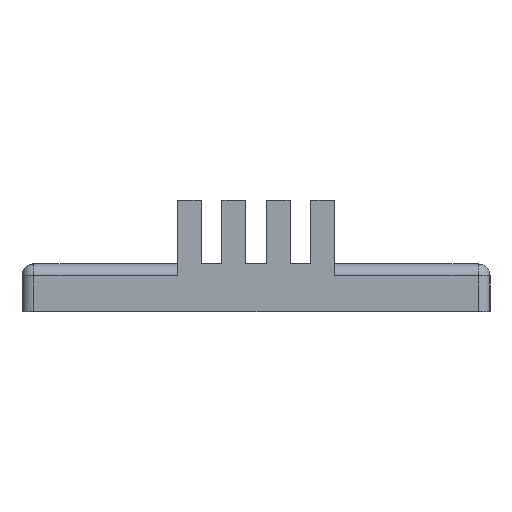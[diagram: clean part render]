
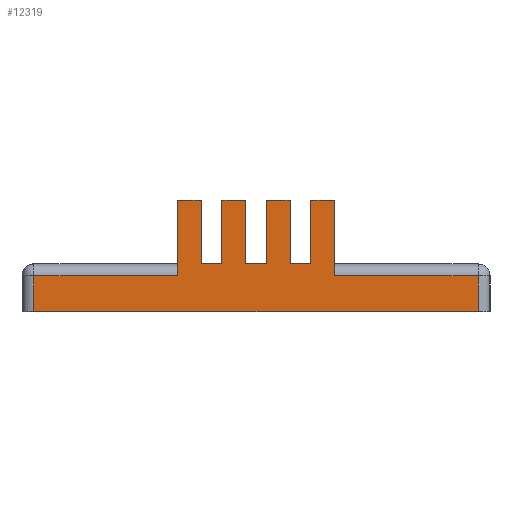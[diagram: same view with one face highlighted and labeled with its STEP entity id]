
A CAD part, left-side view. The second image highlights one B-rep face of the part: STEP entity #12319.
In plain terms, the highlighted planar face has unit normal (-1, 0, 0).
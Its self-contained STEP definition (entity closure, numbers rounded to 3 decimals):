
#1048=PLANE('',#13048);
#1402=LINE('',#15474,#2626);
#1405=LINE('',#15481,#2629);
#1432=LINE('',#15555,#2656);
#1435=LINE('',#15563,#2659);
#1438=LINE('',#15568,#2662);
#1439=LINE('',#15570,#2663);
#1440=LINE('',#15572,#2664);
#1441=LINE('',#15574,#2665);
#1442=LINE('',#15576,#2666);
#1443=LINE('',#15578,#2667);
#1444=LINE('',#15580,#2668);
#1445=LINE('',#15582,#2669);
#1446=LINE('',#15584,#2670);
#1447=LINE('',#15586,#2671);
#1448=LINE('',#15588,#2672);
#1449=LINE('',#15590,#2673);
#1450=LINE('',#15592,#2674);
#1451=LINE('',#15594,#2675);
#1452=LINE('',#15596,#2676);
#1453=LINE('',#15597,#2677);
#2626=VECTOR('',#13443,10.);
#2629=VECTOR('',#13450,10.);
#2656=VECTOR('',#13515,10.);
#2659=VECTOR('',#13524,10.);
#2662=VECTOR('',#13531,10.);
#2663=VECTOR('',#13532,10.);
#2664=VECTOR('',#13533,10.);
#2665=VECTOR('',#13534,10.);
#2666=VECTOR('',#13535,10.);
#2667=VECTOR('',#13536,10.);
#2668=VECTOR('',#13537,10.);
#2669=VECTOR('',#13538,10.);
#2670=VECTOR('',#13539,10.);
#2671=VECTOR('',#13540,10.);
#2672=VECTOR('',#13541,10.);
#2673=VECTOR('',#13542,10.);
#2674=VECTOR('',#13543,10.);
#2675=VECTOR('',#13544,10.);
#2676=VECTOR('',#13545,10.);
#2677=VECTOR('',#13546,10.);
#3880=FACE_OUTER_BOUND('',#4575,.T.);
#4575=EDGE_LOOP('',(#8586,#8587,#8588,#8589,#8590,#8591,#8592,#8593,#8594,
#8595,#8596,#8597,#8598,#8599,#8600,#8601,#8602,#8603,#8604,#8605));
#5357=VERTEX_POINT('',#15467);
#5359=VERTEX_POINT('',#15472);
#5360=VERTEX_POINT('',#15477);
#5385=VERTEX_POINT('',#15544);
#5388=VERTEX_POINT('',#15551);
#5391=VERTEX_POINT('',#15561);
#5392=VERTEX_POINT('',#15569);
#5393=VERTEX_POINT('',#15571);
#5394=VERTEX_POINT('',#15573);
#5395=VERTEX_POINT('',#15575);
#5396=VERTEX_POINT('',#15577);
#5397=VERTEX_POINT('',#15579);
#5398=VERTEX_POINT('',#15581);
#5399=VERTEX_POINT('',#15583);
#5400=VERTEX_POINT('',#15585);
#5401=VERTEX_POINT('',#15587);
#5402=VERTEX_POINT('',#15589);
#5403=VERTEX_POINT('',#15591);
#5404=VERTEX_POINT('',#15593);
#5405=VERTEX_POINT('',#15595);
#6620=EDGE_CURVE('',#5359,#5357,#1402,.T.);
#6624=EDGE_CURVE('',#5357,#5360,#1405,.T.);
#6661=EDGE_CURVE('',#5385,#5388,#1432,.T.);
#6665=EDGE_CURVE('',#5391,#5385,#1435,.T.);
#6668=EDGE_CURVE('',#5388,#5359,#1438,.T.);
#6669=EDGE_CURVE('',#5391,#5392,#1439,.T.);
#6670=EDGE_CURVE('',#5393,#5392,#1440,.T.);
#6671=EDGE_CURVE('',#5394,#5393,#1441,.T.);
#6672=EDGE_CURVE('',#5395,#5394,#1442,.T.);
#6673=EDGE_CURVE('',#5395,#5396,#1443,.T.);
#6674=EDGE_CURVE('',#5397,#5396,#1444,.T.);
#6675=EDGE_CURVE('',#5398,#5397,#1445,.T.);
#6676=EDGE_CURVE('',#5399,#5398,#1446,.T.);
#6677=EDGE_CURVE('',#5399,#5400,#1447,.T.);
#6678=EDGE_CURVE('',#5401,#5400,#1448,.T.);
#6679=EDGE_CURVE('',#5402,#5401,#1449,.T.);
#6680=EDGE_CURVE('',#5403,#5402,#1450,.T.);
#6681=EDGE_CURVE('',#5403,#5404,#1451,.T.);
#6682=EDGE_CURVE('',#5405,#5404,#1452,.T.);
#6683=EDGE_CURVE('',#5360,#5405,#1453,.T.);
#8586=ORIENTED_EDGE('',*,*,#6620,.F.);
#8587=ORIENTED_EDGE('',*,*,#6668,.F.);
#8588=ORIENTED_EDGE('',*,*,#6661,.F.);
#8589=ORIENTED_EDGE('',*,*,#6665,.F.);
#8590=ORIENTED_EDGE('',*,*,#6669,.T.);
#8591=ORIENTED_EDGE('',*,*,#6670,.F.);
#8592=ORIENTED_EDGE('',*,*,#6671,.F.);
#8593=ORIENTED_EDGE('',*,*,#6672,.F.);
#8594=ORIENTED_EDGE('',*,*,#6673,.T.);
#8595=ORIENTED_EDGE('',*,*,#6674,.F.);
#8596=ORIENTED_EDGE('',*,*,#6675,.F.);
#8597=ORIENTED_EDGE('',*,*,#6676,.F.);
#8598=ORIENTED_EDGE('',*,*,#6677,.T.);
#8599=ORIENTED_EDGE('',*,*,#6678,.F.);
#8600=ORIENTED_EDGE('',*,*,#6679,.F.);
#8601=ORIENTED_EDGE('',*,*,#6680,.F.);
#8602=ORIENTED_EDGE('',*,*,#6681,.T.);
#8603=ORIENTED_EDGE('',*,*,#6682,.F.);
#8604=ORIENTED_EDGE('',*,*,#6683,.F.);
#8605=ORIENTED_EDGE('',*,*,#6624,.F.);
#12319=ADVANCED_FACE('',(#3880),#1048,.T.);
#13048=AXIS2_PLACEMENT_3D('',#15567,#13529,#13530);
#13443=DIRECTION('',(0.,0.,1.));
#13450=DIRECTION('',(0.,-1.,0.));
#13515=DIRECTION('',(0.,0.,-1.));
#13524=DIRECTION('',(0.,-1.,0.));
#13529=DIRECTION('center_axis',(-1.,0.,0.));
#13530=DIRECTION('ref_axis',(0.,-1.,0.));
#13531=DIRECTION('',(0.,1.,0.));
#13532=DIRECTION('',(0.,0.,1.));
#13533=DIRECTION('',(0.,-1.,0.));
#13534=DIRECTION('',(0.,0.,1.));
#13535=DIRECTION('',(0.,-1.,0.));
#13536=DIRECTION('',(0.,0.,1.));
#13537=DIRECTION('',(0.,-1.,0.));
#13538=DIRECTION('',(0.,0.,1.));
#13539=DIRECTION('',(0.,-1.,0.));
#13540=DIRECTION('',(0.,0.,1.));
#13541=DIRECTION('',(0.,-1.,0.));
#13542=DIRECTION('',(0.,0.,1.));
#13543=DIRECTION('',(0.,-1.,0.));
#13544=DIRECTION('',(0.,0.,1.));
#13545=DIRECTION('',(0.,-1.,0.));
#13546=DIRECTION('',(0.,0.,1.));
#15467=CARTESIAN_POINT('',(-76.25,28.75,2.25));
#15472=CARTESIAN_POINT('',(-76.25,28.75,0.));
#15474=CARTESIAN_POINT('',(-76.25,28.75,0.));
#15477=CARTESIAN_POINT('',(-76.25,19.7,2.25));
#15481=CARTESIAN_POINT('',(-76.25,22.125,2.25));
#15544=CARTESIAN_POINT('',(-76.25,0.75,2.25));
#15551=CARTESIAN_POINT('',(-76.25,0.75,0.));
#15555=CARTESIAN_POINT('',(-76.25,0.75,0.));
#15561=CARTESIAN_POINT('',(-76.25,9.8,2.25));
#15563=CARTESIAN_POINT('',(-76.25,22.125,2.25));
#15567=CARTESIAN_POINT('Origin',(-76.25,29.5,0.));
#15568=CARTESIAN_POINT('',(-76.25,0.,0.));
#15569=CARTESIAN_POINT('',(-76.25,9.8,7.));
#15570=CARTESIAN_POINT('',(-76.25,9.8,3.));
#15571=CARTESIAN_POINT('',(-76.25,11.3,7.));
#15572=CARTESIAN_POINT('',(-76.25,29.5,7.));
#15573=CARTESIAN_POINT('',(-76.25,11.3,3.));
#15574=CARTESIAN_POINT('',(-76.25,11.3,3.));
#15575=CARTESIAN_POINT('',(-76.25,12.6,3.));
#15576=CARTESIAN_POINT('',(-76.25,0.,3.));
#15577=CARTESIAN_POINT('',(-76.25,12.6,7.));
#15578=CARTESIAN_POINT('',(-76.25,12.6,3.));
#15579=CARTESIAN_POINT('',(-76.25,14.1,7.));
#15580=CARTESIAN_POINT('',(-76.25,29.5,7.));
#15581=CARTESIAN_POINT('',(-76.25,14.1,3.));
#15582=CARTESIAN_POINT('',(-76.25,14.1,3.));
#15583=CARTESIAN_POINT('',(-76.25,15.4,3.));
#15584=CARTESIAN_POINT('',(-76.25,0.,3.));
#15585=CARTESIAN_POINT('',(-76.25,15.4,7.));
#15586=CARTESIAN_POINT('',(-76.25,15.4,3.));
#15587=CARTESIAN_POINT('',(-76.25,16.9,7.));
#15588=CARTESIAN_POINT('',(-76.25,29.5,7.));
#15589=CARTESIAN_POINT('',(-76.25,16.9,3.));
#15590=CARTESIAN_POINT('',(-76.25,16.9,3.));
#15591=CARTESIAN_POINT('',(-76.25,18.2,3.));
#15592=CARTESIAN_POINT('',(-76.25,0.,3.));
#15593=CARTESIAN_POINT('',(-76.25,18.2,7.));
#15594=CARTESIAN_POINT('',(-76.25,18.2,3.));
#15595=CARTESIAN_POINT('',(-76.25,19.7,7.));
#15596=CARTESIAN_POINT('',(-76.25,29.5,7.));
#15597=CARTESIAN_POINT('',(-76.25,19.7,3.));
